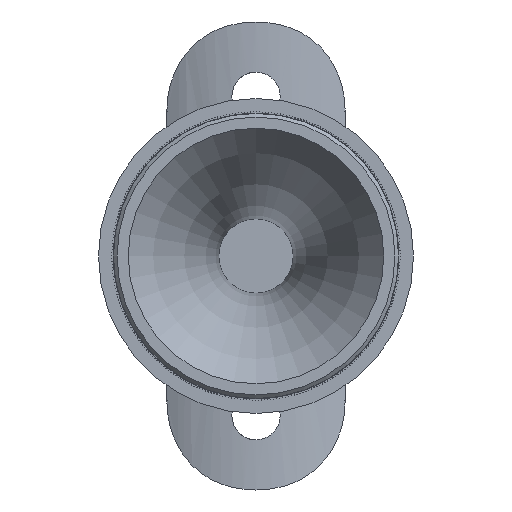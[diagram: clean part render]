
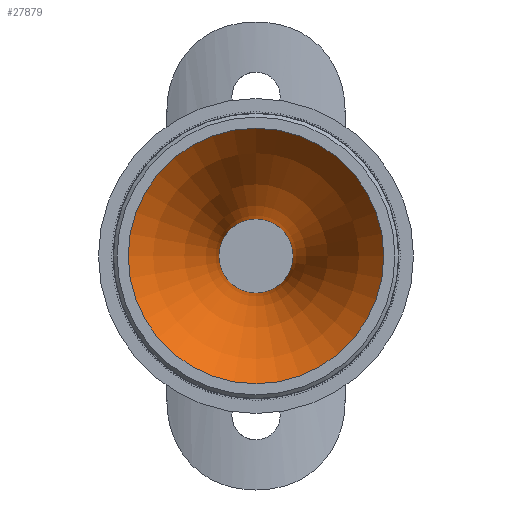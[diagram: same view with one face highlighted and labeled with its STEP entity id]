
A CAD part, front view. The second image highlights one B-rep face of the part: STEP entity #27879.
In plain terms, the highlighted toroidal (fillet/blend) face has major radius 54.8 mm and minor radius 49.8 mm.
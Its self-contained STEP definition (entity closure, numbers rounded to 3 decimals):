
#2588 = VERTEX_POINT ( 'NONE', #11181 ) ;
#3968 = DIRECTION ( 'NONE',  ( 1., 0., 0. ) ) ;
#8966 = CIRCLE ( 'NONE', #10940, 5. ) ;
#10198 = EDGE_LOOP ( 'NONE', ( #43798 ) ) ;
#10940 = AXIS2_PLACEMENT_3D ( 'NONE', #52581, #43051, #30184 ) ;
#11142 = EDGE_CURVE ( 'NONE', #2588, #2588, #8966, .T. ) ;
#11181 = CARTESIAN_POINT ( 'NONE',  ( 5., 37.998, 0. ) ) ;
#12826 = AXIS2_PLACEMENT_3D ( 'NONE', #27626, #50414, #14508 ) ;
#14508 = DIRECTION ( 'NONE',  ( 1., 0., 0. ) ) ;
#16987 = TOROIDAL_SURFACE ( 'NONE', #34141, 54.8, 49.8 ) ;
#22425 = EDGE_LOOP ( 'NONE', ( #57232 ) ) ;
#27626 = CARTESIAN_POINT ( 'NONE',  ( 0., 3.175, 0. ) ) ;
#27879 = ADVANCED_FACE ( 'NONE', ( #37565, #34035 ), #16987, .T. ) ;
#30184 = DIRECTION ( 'NONE',  ( 1., 0., 0. ) ) ;
#34035 = FACE_OUTER_BOUND ( 'NONE', #10198, .T. ) ;
#34141 = AXIS2_PLACEMENT_3D ( 'NONE', #49191, #49400, #3968 ) ;
#37565 = FACE_OUTER_BOUND ( 'NONE', #22425, .T. ) ;
#41569 = VERTEX_POINT ( 'NONE', #43475 ) ;
#43051 = DIRECTION ( 'NONE',  ( 0., -1., 0. ) ) ;
#43475 = CARTESIAN_POINT ( 'NONE',  ( 19.2, 3.175, 0. ) ) ;
#43798 = ORIENTED_EDGE ( 'NONE', *, *, #11142, .F. ) ;
#49191 = CARTESIAN_POINT ( 'NONE',  ( 0., 37.998, 0. ) ) ;
#49400 = DIRECTION ( 'NONE',  ( 0., -1., 0. ) ) ;
#50063 = EDGE_CURVE ( 'NONE', #41569, #41569, #50358, .T. ) ;
#50358 = CIRCLE ( 'NONE', #12826, 19.2 ) ;
#50414 = DIRECTION ( 'NONE',  ( 0., -1., 0. ) ) ;
#52581 = CARTESIAN_POINT ( 'NONE',  ( 0., 37.998, 0. ) ) ;
#57232 = ORIENTED_EDGE ( 'NONE', *, *, #50063, .T. ) ;
